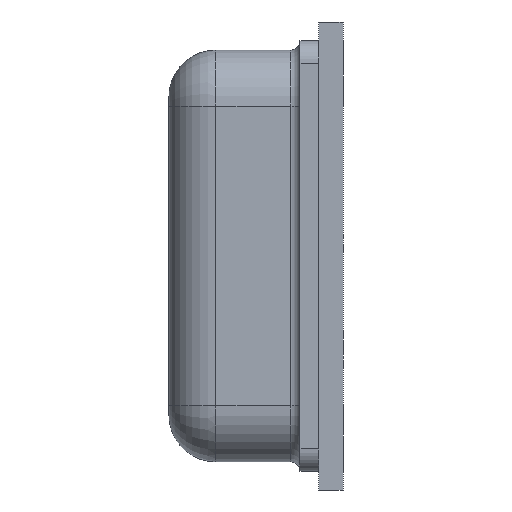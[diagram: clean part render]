
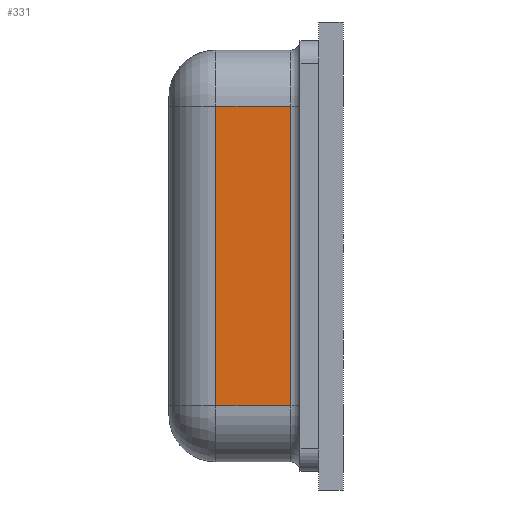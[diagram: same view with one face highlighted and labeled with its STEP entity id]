
A CAD part, left-side view. The second image highlights one B-rep face of the part: STEP entity #331.
In plain terms, the highlighted planar face has unit normal (-1, 0, 0).
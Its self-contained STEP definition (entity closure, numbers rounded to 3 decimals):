
#331 = ADVANCED_FACE ( 'NONE', ( #559 ), #1851, .F. ) ;
#395 = EDGE_LOOP ( 'NONE', ( #874, #1068, #456, #2695 ) ) ;
#399 = VECTOR ( 'NONE', #2344, 1000. ) ;
#402 = EDGE_CURVE ( 'NONE', #914, #1745, #1066, .T. ) ;
#456 = ORIENTED_EDGE ( 'NONE', *, *, #1691, .T. ) ;
#559 = FACE_OUTER_BOUND ( 'NONE', #395, .T. ) ;
#572 = CARTESIAN_POINT ( 'NONE',  ( -1.1, 4.971, -1.1 ) ) ;
#607 = VERTEX_POINT ( 'NONE', #1733 ) ;
#801 = AXIS2_PLACEMENT_3D ( 'NONE', #572, #2720, #1390 ) ;
#832 = DIRECTION ( 'NONE',  ( 0., 1., 0. ) ) ;
#868 = EDGE_CURVE ( 'NONE', #607, #914, #1689, .T. ) ;
#874 = ORIENTED_EDGE ( 'NONE', *, *, #402, .T. ) ;
#914 = VERTEX_POINT ( 'NONE', #2313 ) ;
#1016 = CARTESIAN_POINT ( 'NONE',  ( -1.1, 0.28, -1.1 ) ) ;
#1065 = EDGE_CURVE ( 'NONE', #1745, #1140, #1619, .T. ) ;
#1066 = LINE ( 'NONE', #2304, #2705 ) ;
#1068 = ORIENTED_EDGE ( 'NONE', *, *, #1065, .T. ) ;
#1140 = VERTEX_POINT ( 'NONE', #2696 ) ;
#1163 = LINE ( 'NONE', #1646, #2662 ) ;
#1199 = DIRECTION ( 'NONE',  ( 0., 0., -1. ) ) ;
#1375 = DIRECTION ( 'NONE',  ( 0., -1., 0. ) ) ;
#1390 = DIRECTION ( 'NONE',  ( 0., 0., -1. ) ) ;
#1411 = CARTESIAN_POINT ( 'NONE',  ( -1.1, 0.68, -0.8 ) ) ;
#1619 = LINE ( 'NONE', #1411, #2668 ) ;
#1646 = CARTESIAN_POINT ( 'NONE',  ( -1.1, 4.971, -0.8 ) ) ;
#1689 = LINE ( 'NONE', #1016, #399 ) ;
#1691 = EDGE_CURVE ( 'NONE', #1140, #607, #1163, .T. ) ;
#1733 = CARTESIAN_POINT ( 'NONE',  ( -1.1, 0.28, -0.8 ) ) ;
#1745 = VERTEX_POINT ( 'NONE', #2458 ) ;
#1851 = PLANE ( 'NONE',  #801 ) ;
#2304 = CARTESIAN_POINT ( 'NONE',  ( -1.1, 4.971, 0.8 ) ) ;
#2313 = CARTESIAN_POINT ( 'NONE',  ( -1.1, 0.28, 0.8 ) ) ;
#2344 = DIRECTION ( 'NONE',  ( 0., 0., 1. ) ) ;
#2458 = CARTESIAN_POINT ( 'NONE',  ( -1.1, 0.68, 0.8 ) ) ;
#2662 = VECTOR ( 'NONE', #1375, 1000. ) ;
#2668 = VECTOR ( 'NONE', #1199, 1000. ) ;
#2695 = ORIENTED_EDGE ( 'NONE', *, *, #868, .T. ) ;
#2696 = CARTESIAN_POINT ( 'NONE',  ( -1.1, 0.68, -0.8 ) ) ;
#2705 = VECTOR ( 'NONE', #832, 1000. ) ;
#2720 = DIRECTION ( 'NONE',  ( 1., 0., 0. ) ) ;
